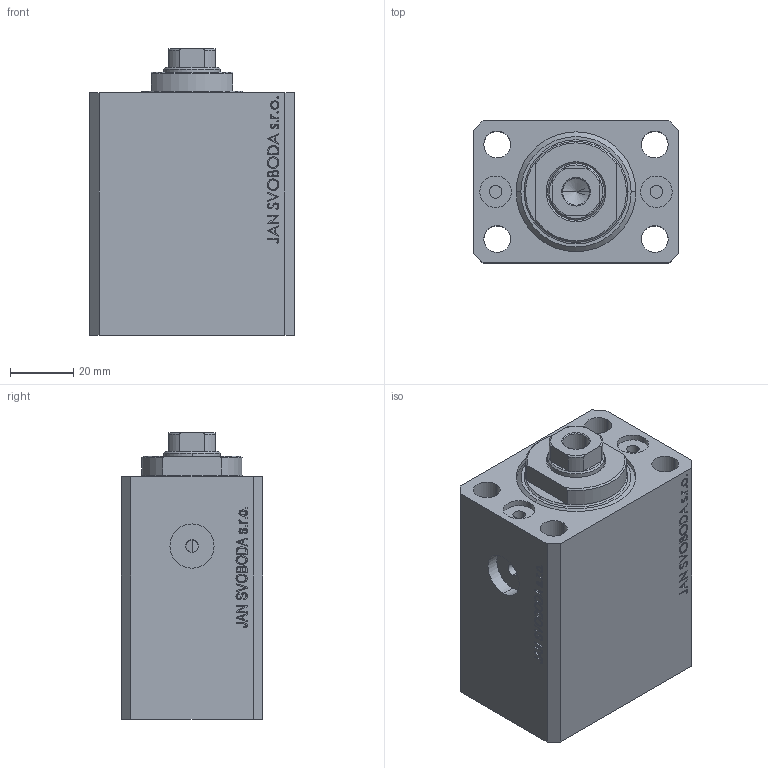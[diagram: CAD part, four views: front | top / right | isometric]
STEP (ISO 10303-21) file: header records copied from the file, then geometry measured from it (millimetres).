
FILE_DESCRIPTION (( 'STEP AP203' ), '1' );
FILE_NAME ('1dfd.STEP', '2023-10-07T21:03:53', ( '' ), ( '' ), 'SwSTEP 2.0', 'SolidWorks 2019', '' );
FILE_SCHEMA (( 'CONFIG_CONTROL_DESIGN' ));
Length unit declared in the file: millimetre
Products named in the file (4): V250CE_VC_C 02c3a1e67cd5b4df451013a06e92e3e9; V250CE_C_Body 02c3a1e67cd5b4df451013a06e92e3e9; V250CE_C_VCP 02c3a1e67cd5b4df451013a06e92e3e9; 1dfd
Assembly tree (3 placements, depth 2):
  1dfd
    V250CE_C_Body 02c3a1e67cd5b4df451013a06e92e3e9
    V250CE_C_VCP 02c3a1e67cd5b4df451013a06e92e3e9
    V250CE_VC_C 02c3a1e67cd5b4df451013a06e92e3e9
Bounding box: 65 x 45 x 91 mm (x, y, z)
Volume: 43455.9 mm3; surface area: 50336.3 mm2
Topology: 2 solids, 3 shells, 864 faces, 2238 edges, 1474 vertices
Faces by surface type: plane 428, bspline 374, cylinder 44, cone 12, torus 6
Entity records: 44482 total; most frequent: CARTESIAN_POINT 25417, ORIENTED_EDGE 4472, DIRECTION 2572, EDGE_CURVE 2236, VERTEX_POINT 1483, VECTOR 1360, LINE 1360, EDGE_LOOP 983
